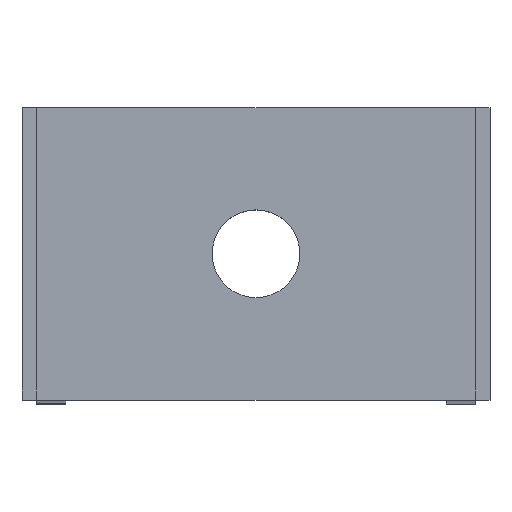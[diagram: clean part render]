
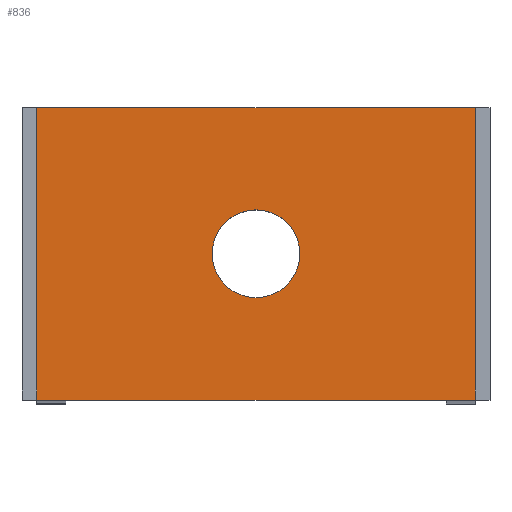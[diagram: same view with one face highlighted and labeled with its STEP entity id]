
A CAD part, top view. The second image highlights one B-rep face of the part: STEP entity #836.
In plain terms, the highlighted planar face has unit normal (0, 0, 1).
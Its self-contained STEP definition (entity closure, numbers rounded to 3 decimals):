
#324 = VERTEX_POINT('',#325);
#325 = CARTESIAN_POINT('',(30.,20.,175.));
#331 = EDGE_CURVE('',#324,#332,#334,.T.);
#332 = VERTEX_POINT('',#333);
#333 = CARTESIAN_POINT('',(0.,20.,175.));
#334 = LINE('',#335,#336);
#335 = CARTESIAN_POINT('',(30.,20.,175.));
#336 = VECTOR('',#337,1.);
#337 = DIRECTION('',(-1.,0.,0.));
#707 = VERTEX_POINT('',#708);
#708 = CARTESIAN_POINT('',(0.,0.,175.));
#714 = EDGE_CURVE('',#707,#715,#717,.T.);
#715 = VERTEX_POINT('',#716);
#716 = CARTESIAN_POINT('',(30.,0.,175.));
#717 = LINE('',#718,#719);
#718 = CARTESIAN_POINT('',(0.,0.,175.));
#719 = VECTOR('',#720,1.);
#720 = DIRECTION('',(1.,0.,0.));
#836 = ADVANCED_FACE('',(#837,#853),#864,.T.);
#837 = FACE_BOUND('',#838,.T.);
#838 = EDGE_LOOP('',(#839,#840,#846,#847));
#839 = ORIENTED_EDGE('',*,*,#714,.T.);
#840 = ORIENTED_EDGE('',*,*,#841,.T.);
#841 = EDGE_CURVE('',#715,#324,#842,.T.);
#842 = LINE('',#843,#844);
#843 = CARTESIAN_POINT('',(30.,0.,175.));
#844 = VECTOR('',#845,1.);
#845 = DIRECTION('',(0.,1.,0.));
#846 = ORIENTED_EDGE('',*,*,#331,.T.);
#847 = ORIENTED_EDGE('',*,*,#848,.T.);
#848 = EDGE_CURVE('',#332,#707,#849,.T.);
#849 = LINE('',#850,#851);
#850 = CARTESIAN_POINT('',(0.,20.,175.));
#851 = VECTOR('',#852,1.);
#852 = DIRECTION('',(0.,-1.,0.));
#853 = FACE_BOUND('',#854,.T.);
#854 = EDGE_LOOP('',(#855));
#855 = ORIENTED_EDGE('',*,*,#856,.T.);
#856 = EDGE_CURVE('',#857,#857,#859,.T.);
#857 = VERTEX_POINT('',#858);
#858 = CARTESIAN_POINT('',(18.,10.,175.));
#859 = CIRCLE('',#860,3.);
#860 = AXIS2_PLACEMENT_3D('',#861,#862,#863);
#861 = CARTESIAN_POINT('',(15.,10.,175.));
#862 = DIRECTION('',(0.,0.,-1.));
#863 = DIRECTION('',(1.,0.,0.));
#864 = PLANE('',#865);
#865 = AXIS2_PLACEMENT_3D('',#866,#867,#868);
#866 = CARTESIAN_POINT('',(15.,10.,175.));
#867 = DIRECTION('',(0.,0.,1.));
#868 = DIRECTION('',(1.,0.,0.));
